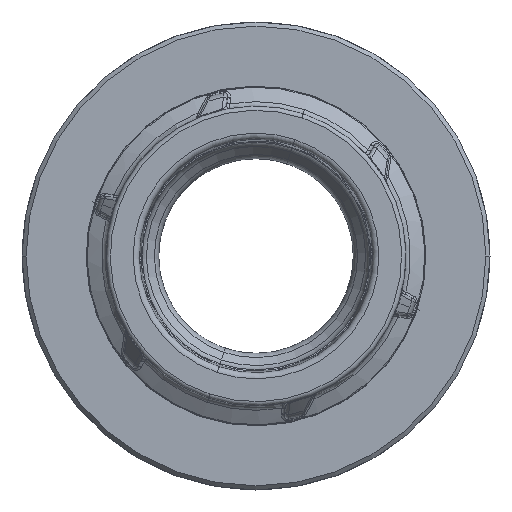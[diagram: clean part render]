
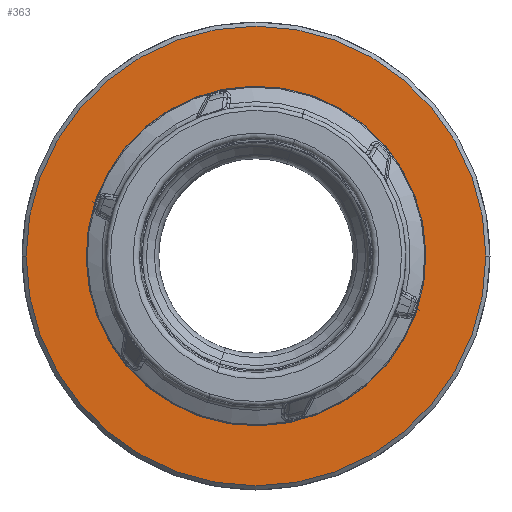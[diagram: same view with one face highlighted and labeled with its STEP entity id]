
A CAD part, front view. The second image highlights one B-rep face of the part: STEP entity #363.
In plain terms, the highlighted planar face has unit normal (0, -1, 0).
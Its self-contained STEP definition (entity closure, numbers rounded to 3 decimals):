
#363=ADVANCED_FACE('',(#1000,#1001),#1002,.F.);
#1000=FACE_OUTER_BOUND('',#1934,.T.);
#1001=FACE_BOUND('',#1935,.T.);
#1002=PLANE('',#1936);
#1934=EDGE_LOOP('',(#4620,#4621));
#1935=EDGE_LOOP('',(#4622,#4623));
#1936=AXIS2_PLACEMENT_3D('',#4624,#4625,#4626);
#4620=ORIENTED_EDGE('',*,*,#7080,.F.);
#4621=ORIENTED_EDGE('',*,*,#7072,.F.);
#4622=ORIENTED_EDGE('',*,*,#7081,.T.);
#4623=ORIENTED_EDGE('',*,*,#7076,.T.);
#4624=CARTESIAN_POINT('',(0.,0.,0.0));
#4625=DIRECTION('',(0.0,1.0,0.0));
#4626=DIRECTION('',(1.0,0.0,-0.0));
#7072=EDGE_CURVE('',#8176,#8178,#8179,.T.);
#7076=EDGE_CURVE('',#8185,#8182,#8186,.T.);
#7080=EDGE_CURVE('',#8178,#8176,#8191,.T.);
#7081=EDGE_CURVE('',#8182,#8185,#8192,.T.);
#8176=VERTEX_POINT('',#9845);
#8178=VERTEX_POINT('',#9848);
#8179=CIRCLE('',#9849,38.35);
#8182=VERTEX_POINT('',#9853);
#8185=VERTEX_POINT('',#9857);
#8186=CIRCLE('',#9858,28.325);
#8191=CIRCLE('',#9864,38.35);
#8192=CIRCLE('',#9865,28.325);
#9845=CARTESIAN_POINT('',(38.35,0.,0.));
#9848=CARTESIAN_POINT('',(-38.35,0.,0.));
#9849=AXIS2_PLACEMENT_3D('',#12390,#12391,#12392);
#9853=CARTESIAN_POINT('',(28.325,0.,0.));
#9857=CARTESIAN_POINT('',(-28.325,0.,0.));
#9858=AXIS2_PLACEMENT_3D('',#12395,#12396,#12397);
#9864=AXIS2_PLACEMENT_3D('',#12402,#12403,#12404);
#9865=AXIS2_PLACEMENT_3D('',#12405,#12406,#12407);
#12390=CARTESIAN_POINT('',(0.0,0.,0.0));
#12391=DIRECTION('',(-0.0,1.0,0.0));
#12392=DIRECTION('',(1.0,0.0,0.0));
#12395=CARTESIAN_POINT('',(0.0,0.,0.0));
#12396=DIRECTION('',(0.0,1.0,0.0));
#12397=DIRECTION('',(-1.0,0.0,0.0));
#12402=CARTESIAN_POINT('',(0.0,0.,0.0));
#12403=DIRECTION('',(-0.0,1.0,0.0));
#12404=DIRECTION('',(1.0,0.0,0.0));
#12405=CARTESIAN_POINT('',(0.0,0.,0.0));
#12406=DIRECTION('',(0.0,1.0,0.0));
#12407=DIRECTION('',(-1.0,0.0,0.0));
